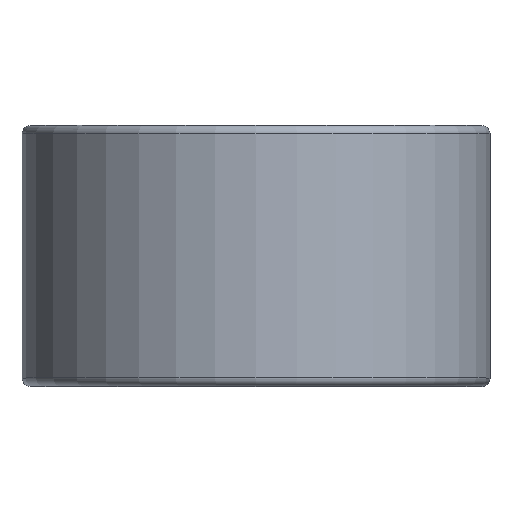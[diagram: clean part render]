
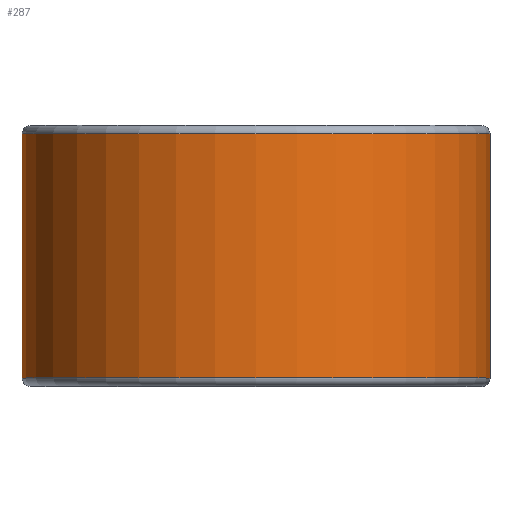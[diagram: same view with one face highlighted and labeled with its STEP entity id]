
A CAD part, top view. The second image highlights one B-rep face of the part: STEP entity #287.
In plain terms, the highlighted cylindrical face has radius 21.361 mm (diameter 42.723 mm), a partial arc.
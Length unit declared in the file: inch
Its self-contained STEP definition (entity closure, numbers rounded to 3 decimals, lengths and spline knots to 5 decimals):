
#13 = VECTOR ( 'NONE', #2161, 39.37008 ) ;
#61 = VERTEX_POINT ( 'NONE', #446 ) ;
#119 = EDGE_LOOP ( 'NONE', ( #1705, #1107, #2127, #240 ) ) ;
#120 = CARTESIAN_POINT ( 'NONE',  ( 0., 0.4375, 0. ) ) ;
#206 = VERTEX_POINT ( 'NONE', #1566 ) ;
#240 = ORIENTED_EDGE ( 'NONE', *, *, #379, .F. ) ;
#287 = ADVANCED_FACE ( 'NONE', ( #2007 ), #1291, .T. ) ;
#379 = EDGE_CURVE ( 'NONE', #1287, #628, #2154, .T. ) ;
#446 = CARTESIAN_POINT ( 'NONE',  ( 0.841, 0.43875, 0. ) ) ;
#460 = CARTESIAN_POINT ( 'NONE',  ( 0., -0.43875, -0.841 ) ) ;
#509 = EDGE_CURVE ( 'NONE', #1287, #61, #1892, .T. ) ;
#551 = EDGE_CURVE ( 'NONE', #61, #206, #1845, .T. ) ;
#628 = VERTEX_POINT ( 'NONE', #460 ) ;
#638 = LINE ( 'NONE', #1813, #2026 ) ;
#687 = DIRECTION ( 'NONE',  ( 0., 0., -1. ) ) ;
#715 = DIRECTION ( 'NONE',  ( 0., 1., 0. ) ) ;
#961 = EDGE_CURVE ( 'NONE', #628, #206, #638, .T. ) ;
#992 = CARTESIAN_POINT ( 'NONE',  ( 0.841, -0.43875, 0. ) ) ;
#1107 = ORIENTED_EDGE ( 'NONE', *, *, #551, .T. ) ;
#1174 = CARTESIAN_POINT ( 'NONE',  ( 0., 0.43875, 0. ) ) ;
#1224 = CARTESIAN_POINT ( 'NONE',  ( 0., -0.43875, 0. ) ) ;
#1287 = VERTEX_POINT ( 'NONE', #992 ) ;
#1291 = CYLINDRICAL_SURFACE ( 'NONE', #1378, 0.841 ) ;
#1351 = DIRECTION ( 'NONE',  ( 0., -1., 0. ) ) ;
#1378 = AXIS2_PLACEMENT_3D ( 'NONE', #120, #2181, #1392 ) ;
#1392 = DIRECTION ( 'NONE',  ( 0., 0., -1. ) ) ;
#1426 = DIRECTION ( 'NONE',  ( 0., -1., 0. ) ) ;
#1542 = DIRECTION ( 'NONE',  ( 0., 0., -1. ) ) ;
#1566 = CARTESIAN_POINT ( 'NONE',  ( 0., 0.43875, -0.841 ) ) ;
#1705 = ORIENTED_EDGE ( 'NONE', *, *, #509, .T. ) ;
#1707 = AXIS2_PLACEMENT_3D ( 'NONE', #1174, #1351, #1542 ) ;
#1755 = AXIS2_PLACEMENT_3D ( 'NONE', #1224, #1426, #687 ) ;
#1806 = CARTESIAN_POINT ( 'NONE',  ( 0.841, 0.43875, 0. ) ) ;
#1813 = CARTESIAN_POINT ( 'NONE',  ( 0., 0.43875, -0.841 ) ) ;
#1845 = CIRCLE ( 'NONE', #1707, 0.841 ) ;
#1892 = LINE ( 'NONE', #1806, #13 ) ;
#2007 = FACE_OUTER_BOUND ( 'NONE', #119, .T. ) ;
#2026 = VECTOR ( 'NONE', #715, 39.37008 ) ;
#2127 = ORIENTED_EDGE ( 'NONE', *, *, #961, .F. ) ;
#2154 = CIRCLE ( 'NONE', #1755, 0.841 ) ;
#2161 = DIRECTION ( 'NONE',  ( 0., 1., 0. ) ) ;
#2181 = DIRECTION ( 'NONE',  ( 0., -1., 0. ) ) ;
